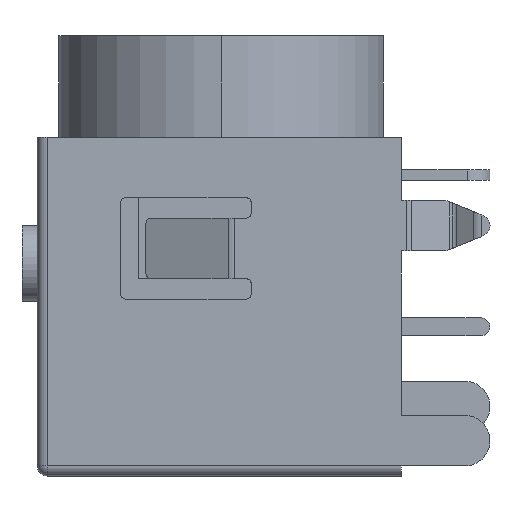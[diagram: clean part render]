
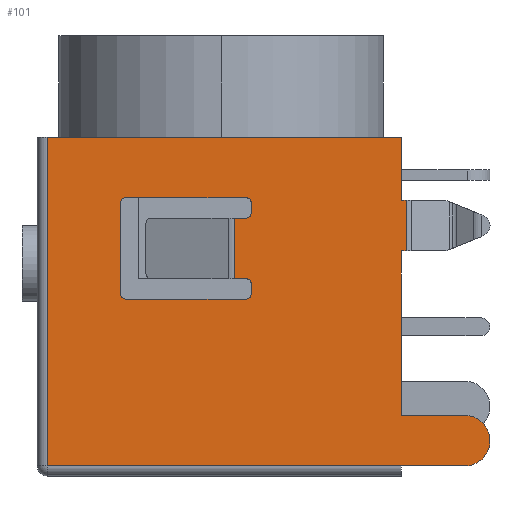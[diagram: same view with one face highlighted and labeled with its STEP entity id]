
A CAD part, left-side view. The second image highlights one B-rep face of the part: STEP entity #101.
In plain terms, the highlighted planar face has unit normal (-1, 0, 0).
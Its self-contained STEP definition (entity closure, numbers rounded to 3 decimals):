
#101=ADVANCED_FACE('NONE',(#389,#390),#391,.F.);
#389=FACE_OUTER_BOUND('',#948,.T.);
#390=FACE_BOUND('',#949,.T.);
#391=PLANE('',#950);
#948=EDGE_LOOP('',(#1618,#1619,#1620,#1621,#1622,#1623,#1624,#1625,#1626,#1627,#1628));
#949=EDGE_LOOP('',(#1629,#1630,#1631,#1632,#1633,#1634,#1635,#1636,#1637,#1638,#1639,#1640,#1641,#1642));
#950=AXIS2_PLACEMENT_3D('',#1643,#1644,#1645);
#1618=ORIENTED_EDGE('',*,*,#3857,.T.);
#1619=ORIENTED_EDGE('',*,*,#3858,.T.);
#1620=ORIENTED_EDGE('',*,*,#3859,.F.);
#1621=ORIENTED_EDGE('',*,*,#3860,.F.);
#1622=ORIENTED_EDGE('',*,*,#3861,.F.);
#1623=ORIENTED_EDGE('',*,*,#3862,.T.);
#1624=ORIENTED_EDGE('',*,*,#3863,.F.);
#1625=ORIENTED_EDGE('',*,*,#3864,.F.);
#1626=ORIENTED_EDGE('',*,*,#3824,.T.);
#1627=ORIENTED_EDGE('',*,*,#3865,.T.);
#1628=ORIENTED_EDGE('',*,*,#3866,.F.);
#1629=ORIENTED_EDGE('',*,*,#3867,.T.);
#1630=ORIENTED_EDGE('',*,*,#3868,.F.);
#1631=ORIENTED_EDGE('',*,*,#3869,.T.);
#1632=ORIENTED_EDGE('',*,*,#3870,.T.);
#1633=ORIENTED_EDGE('',*,*,#3871,.T.);
#1634=ORIENTED_EDGE('',*,*,#3872,.T.);
#1635=ORIENTED_EDGE('',*,*,#3873,.T.);
#1636=ORIENTED_EDGE('',*,*,#3874,.T.);
#1637=ORIENTED_EDGE('',*,*,#3875,.T.);
#1638=ORIENTED_EDGE('',*,*,#3876,.T.);
#1639=ORIENTED_EDGE('',*,*,#3877,.T.);
#1640=ORIENTED_EDGE('',*,*,#3878,.T.);
#1641=ORIENTED_EDGE('',*,*,#3879,.T.);
#1642=ORIENTED_EDGE('',*,*,#3880,.T.);
#1643=CARTESIAN_POINT('',(-8.0,-7.1,-6.5));
#1644=DIRECTION('',(1.0,-0.0,0.0));
#1645=DIRECTION('',(0.0,1.0,-0.0));
#3824=EDGE_CURVE('NONE',#4616,#4614,#4617,.T.);
#3857=EDGE_CURVE('NONE',#4674,#4675,#4676,.T.);
#3858=EDGE_CURVE('NONE',#4675,#4677,#4678,.T.);
#3859=EDGE_CURVE('NONE',#4679,#4677,#4680,.T.);
#3860=EDGE_CURVE('NONE',#4681,#4679,#4682,.T.);
#3861=EDGE_CURVE('NONE',#4683,#4681,#4684,.T.);
#3862=EDGE_CURVE('NONE',#4683,#4685,#4686,.T.);
#3863=EDGE_CURVE('NONE',#4687,#4685,#4688,.T.);
#3864=EDGE_CURVE('NONE',#4616,#4687,#4689,.T.);
#3865=EDGE_CURVE('NONE',#4614,#4690,#4691,.T.);
#3866=EDGE_CURVE('NONE',#4674,#4690,#4692,.T.);
#3867=EDGE_CURVE('NONE',#4693,#4694,#4695,.T.);
#3868=EDGE_CURVE('NONE',#4696,#4694,#4697,.T.);
#3869=EDGE_CURVE('NONE',#4696,#4698,#4699,.T.);
#3870=EDGE_CURVE('NONE',#4698,#4700,#4701,.T.);
#3871=EDGE_CURVE('NONE',#4700,#4702,#4703,.T.);
#3872=EDGE_CURVE('NONE',#4702,#4704,#4705,.T.);
#3873=EDGE_CURVE('NONE',#4704,#4706,#4707,.T.);
#3874=EDGE_CURVE('NONE',#4706,#4708,#4709,.T.);
#3875=EDGE_CURVE('NONE',#4708,#4710,#4711,.T.);
#3876=EDGE_CURVE('NONE',#4710,#4712,#4713,.T.);
#3877=EDGE_CURVE('NONE',#4712,#4714,#4715,.T.);
#3878=EDGE_CURVE('NONE',#4714,#4716,#4717,.T.);
#3879=EDGE_CURVE('NONE',#4716,#4718,#4719,.T.);
#3880=EDGE_CURVE('NONE',#4718,#4693,#4720,.T.);
#4614=VERTEX_POINT('NONE',#6005);
#4616=VERTEX_POINT('NONE',#6008);
#4617=LINE('',#6009,#6010);
#4674=VERTEX_POINT('NONE',#6127);
#4675=VERTEX_POINT('NONE',#6128);
#4676=LINE('',#6129,#6130);
#4677=VERTEX_POINT('NONE',#6131);
#4678=LINE('',#6132,#6133);
#4679=VERTEX_POINT('NONE',#6134);
#4680=LINE('',#6135,#6136);
#4681=VERTEX_POINT('NONE',#6137);
#4682=CIRCLE('',#6138,1.0);
#4683=VERTEX_POINT('NONE',#6139);
#4684=LINE('',#6140,#6141);
#4685=VERTEX_POINT('NONE',#6142);
#4686=LINE('',#6143,#6144);
#4687=VERTEX_POINT('NONE',#6145);
#4688=LINE('',#6146,#6147);
#4689=LINE('',#6148,#6149);
#4690=VERTEX_POINT('NONE',#6150);
#4691=LINE('',#6151,#6152);
#4692=LINE('',#6153,#6154);
#4693=VERTEX_POINT('NONE',#6155);
#4694=VERTEX_POINT('NONE',#6156);
#4695=LINE('',#6157,#6158);
#4696=VERTEX_POINT('NONE',#6159);
#4697=LINE('',#6160,#6161);
#4698=VERTEX_POINT('NONE',#6162);
#4699=LINE('',#6163,#6164);
#4700=VERTEX_POINT('NONE',#6165);
#4701=CIRCLE('',#6166,0.2);
#4702=VERTEX_POINT('NONE',#6167);
#4703=LINE('',#6168,#6169);
#4704=VERTEX_POINT('NONE',#6170);
#4705=CIRCLE('',#6171,0.2);
#4706=VERTEX_POINT('NONE',#6172);
#4707=LINE('',#6173,#6174);
#4708=VERTEX_POINT('NONE',#6175);
#4709=CIRCLE('',#6176,0.2);
#4710=VERTEX_POINT('NONE',#6177);
#4711=LINE('',#6178,#6179);
#4712=VERTEX_POINT('NONE',#6180);
#4713=CIRCLE('',#6181,0.2);
#4714=VERTEX_POINT('NONE',#6182);
#4715=LINE('',#6183,#6184);
#4716=VERTEX_POINT('NONE',#6185);
#4717=CIRCLE('',#6186,0.2);
#4718=VERTEX_POINT('NONE',#6187);
#4719=LINE('',#6188,#6189);
#4720=CIRCLE('',#6190,0.2);
#6005=CARTESIAN_POINT('',(-8.0,-7.1,-6.5));
#6008=CARTESIAN_POINT('',(-8.0,-7.294,-6.5));
#6009=CARTESIAN_POINT('',(-8.0,-7.1,-6.5));
#6010=VECTOR('',#7818,1000.0);
#6127=CARTESIAN_POINT('',(-8.0,6.9,-4.0));
#6128=CARTESIAN_POINT('',(-8.0,6.9,-17.0));
#6129=CARTESIAN_POINT('',(-8.0,6.9,-17.4));
#6130=VECTOR('',#7863,1000.0);
#6131=CARTESIAN_POINT('',(-8.0,-7.1,-17.0));
#6132=CARTESIAN_POINT('',(-8.0,-7.1,-17.0));
#6133=VECTOR('',#7864,1000.0);
#6134=CARTESIAN_POINT('',(-8.0,-9.6,-17.0));
#6135=CARTESIAN_POINT('',(-8.0,-7.1,-17.0));
#6136=VECTOR('',#7865,1000.0);
#6137=CARTESIAN_POINT('',(-8.0,-9.6,-15.0));
#6138=AXIS2_PLACEMENT_3D('',#7866,#7867,#7868);
#6139=CARTESIAN_POINT('',(-8.0,-7.1,-15.0));
#6140=CARTESIAN_POINT('',(-8.0,-7.1,-15.0));
#6141=VECTOR('',#7869,1000.0);
#6142=CARTESIAN_POINT('',(-8.0,-7.1,-8.5));
#6143=CARTESIAN_POINT('',(-8.0,-7.1,-56.326));
#6144=VECTOR('',#7870,1000.0);
#6145=CARTESIAN_POINT('',(-8.0,-7.294,-8.5));
#6146=CARTESIAN_POINT('',(-8.0,-7.1,-8.5));
#6147=VECTOR('',#7871,1000.0);
#6148=CARTESIAN_POINT('',(-8.0,-7.294,-6.5));
#6149=VECTOR('',#7872,1000.0);
#6150=CARTESIAN_POINT('',(-8.0,-7.1,-4.0));
#6151=CARTESIAN_POINT('',(-8.0,-7.1,-56.326));
#6152=VECTOR('',#7873,1000.0);
#6153=CARTESIAN_POINT('',(-8.0,-7.1,-4.0));
#6154=VECTOR('',#7874,1000.0);
#6155=CARTESIAN_POINT('',(-8.0,-0.96,-7.2));
#6156=CARTESIAN_POINT('',(-8.0,-0.483,-7.2));
#6157=CARTESIAN_POINT('',(-8.0,-0.96,-7.2));
#6158=VECTOR('',#7875,1000.0);
#6159=CARTESIAN_POINT('',(-8.0,-0.483,-9.6));
#6160=CARTESIAN_POINT('',(-8.0,-0.483,-9.6));
#6161=VECTOR('',#7876,1000.0);
#6162=CARTESIAN_POINT('',(-8.0,-0.96,-9.6));
#6163=CARTESIAN_POINT('',(-8.0,-0.66,-9.6));
#6164=VECTOR('',#7877,1000.0);
#6165=CARTESIAN_POINT('',(-8.0,-1.16,-9.8));
#6166=AXIS2_PLACEMENT_3D('',#7878,#7879,#7880);
#6167=CARTESIAN_POINT('',(-8.0,-1.16,-10.2));
#6168=CARTESIAN_POINT('',(-8.0,-1.16,-9.8));
#6169=VECTOR('',#7881,1000.0);
#6170=CARTESIAN_POINT('',(-8.0,-0.96,-10.4));
#6171=AXIS2_PLACEMENT_3D('',#7882,#7883,#7884);
#6172=CARTESIAN_POINT('',(-8.0,3.8,-10.4));
#6173=CARTESIAN_POINT('',(-8.0,3.8,-10.4));
#6174=VECTOR('',#7885,1000.0);
#6175=CARTESIAN_POINT('',(-8.0,4.0,-10.2));
#6176=AXIS2_PLACEMENT_3D('',#7886,#7887,#7888);
#6177=CARTESIAN_POINT('',(-8.0,4.0,-6.6));
#6178=CARTESIAN_POINT('',(-8.0,4.0,-6.6));
#6179=VECTOR('',#7889,1000.0);
#6180=CARTESIAN_POINT('',(-8.0,3.8,-6.4));
#6181=AXIS2_PLACEMENT_3D('',#7890,#7891,#7892);
#6182=CARTESIAN_POINT('',(-8.0,-0.96,-6.4));
#6183=CARTESIAN_POINT('',(-8.0,3.8,-6.4));
#6184=VECTOR('',#7893,1000.0);
#6185=CARTESIAN_POINT('',(-8.0,-1.16,-6.6));
#6186=AXIS2_PLACEMENT_3D('',#7894,#7895,#7896);
#6187=CARTESIAN_POINT('',(-8.0,-1.16,-7.0));
#6188=CARTESIAN_POINT('',(-8.0,-1.16,-6.6));
#6189=VECTOR('',#7897,1000.0);
#6190=AXIS2_PLACEMENT_3D('',#7898,#7899,#7900);
#7818=DIRECTION('',(0.0,1.0,0.0));
#7863=DIRECTION('',(0.0,-0.0,-1.0));
#7864=DIRECTION('',(0.0,-1.0,-0.0));
#7865=DIRECTION('',(0.0,1.0,0.0));
#7866=CARTESIAN_POINT('',(-8.0,-9.6,-16.0));
#7867=DIRECTION('',(1.0,-0.0,0.0));
#7868=DIRECTION('',(0.0,0.0,-1.0));
#7869=DIRECTION('',(-0.0,-1.0,0.));
#7870=DIRECTION('',(0.0,0.0,1.0));
#7871=DIRECTION('',(0.0,1.0,0.0));
#7872=DIRECTION('',(0.0,0.0,-1.0));
#7873=DIRECTION('',(0.0,0.0,1.0));
#7874=DIRECTION('',(-0.0,-1.0,-0.0));
#7875=DIRECTION('',(0.0,1.0,0.0));
#7876=DIRECTION('',(0.0,0.0,1.0));
#7877=DIRECTION('',(0.0,-1.0,0.0));
#7878=CARTESIAN_POINT('',(-8.0,-0.96,-9.8));
#7879=DIRECTION('',(1.0,0.0,0.0));
#7880=DIRECTION('',(0.0,0.0,-1.0));
#7881=DIRECTION('',(0.0,0.,-1.0));
#7882=CARTESIAN_POINT('',(-8.0,-0.96,-10.2));
#7883=DIRECTION('',(1.0,0.0,0.0));
#7884=DIRECTION('',(0.0,0.0,-1.0));
#7885=DIRECTION('',(-0.0,1.0,-0.0));
#7886=CARTESIAN_POINT('',(-8.0,3.8,-10.2));
#7887=DIRECTION('',(1.0,0.0,-0.0));
#7888=DIRECTION('',(0.0,0.0,1.0));
#7889=DIRECTION('',(-0.0,0.,1.0));
#7890=CARTESIAN_POINT('',(-8.0,3.8,-6.6));
#7891=DIRECTION('',(1.0,0.0,0.0));
#7892=DIRECTION('',(0.0,0.0,-1.0));
#7893=DIRECTION('',(0.0,-1.0,0.));
#7894=CARTESIAN_POINT('',(-8.0,-0.96,-6.6));
#7895=DIRECTION('',(1.0,0.0,0.0));
#7896=DIRECTION('',(0.0,0.0,-1.0));
#7897=DIRECTION('',(0.0,0.,-1.0));
#7898=CARTESIAN_POINT('',(-8.0,-0.96,-7.0));
#7899=DIRECTION('',(1.0,0.0,-0.0));
#7900=DIRECTION('',(0.0,0.0,1.0));
